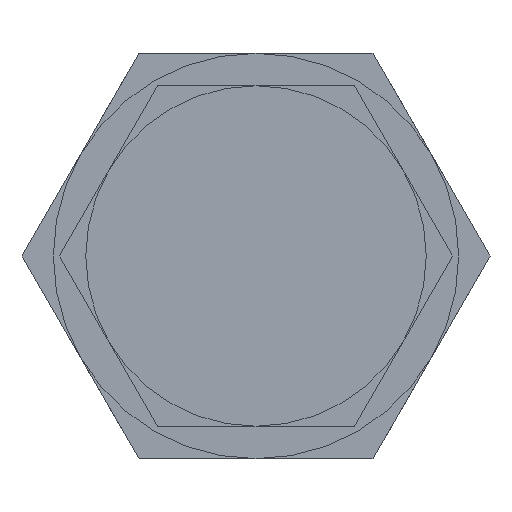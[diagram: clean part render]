
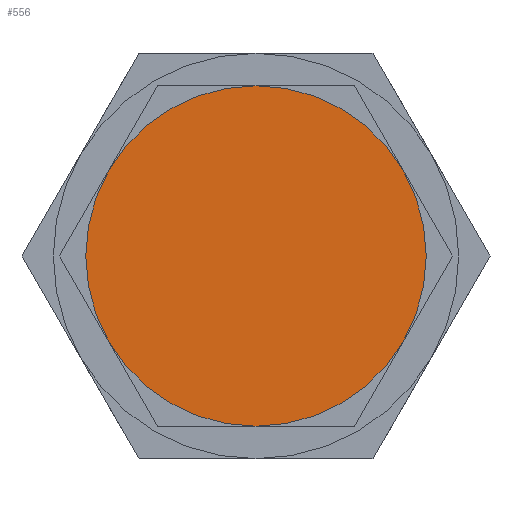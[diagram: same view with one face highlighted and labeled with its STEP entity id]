
A CAD part, front view. The second image highlights one B-rep face of the part: STEP entity #556.
In plain terms, the highlighted planar face has unit normal (0, -1, 0).
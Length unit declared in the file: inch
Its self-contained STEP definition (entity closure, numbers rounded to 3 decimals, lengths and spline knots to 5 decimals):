
#6 = AXIS2_PLACEMENT_3D ( 'NONE', #1472, #818, #2171 ) ;
#37 = ORIENTED_EDGE ( 'NONE', *, *, #1206, .F. ) ;
#126 = CARTESIAN_POINT ( 'NONE',  ( 0., 0., 0. ) ) ;
#231 = PLANE ( 'NONE',  #6 ) ;
#253 = CIRCLE ( 'NONE', #2104, 0.15748 ) ;
#451 = CARTESIAN_POINT ( 'NONE',  ( 0., 0., 0. ) ) ;
#485 = DIRECTION ( 'NONE',  ( 0., 0., -1. ) ) ;
#506 = CARTESIAN_POINT ( 'NONE',  ( 0., 0., 0.15748 ) ) ;
#540 = EDGE_LOOP ( 'NONE', ( #37, #2128 ) ) ;
#556 = ADVANCED_FACE ( 'N', ( #1960 ), #231, .F. ) ;
#579 = CIRCLE ( 'NONE', #707, 0.15748 ) ;
#645 = DIRECTION ( 'NONE',  ( 0., 1., 0. ) ) ;
#707 = AXIS2_PLACEMENT_3D ( 'NONE', #451, #1479, #972 ) ;
#818 = DIRECTION ( 'NONE',  ( 0., 1., 0. ) ) ;
#972 = DIRECTION ( 'NONE',  ( 0., 0., -1. ) ) ;
#1206 = EDGE_CURVE ( 'NONE', #1433, #1993, #253, .T. ) ;
#1433 = VERTEX_POINT ( 'NONE', #1885 ) ;
#1472 = CARTESIAN_POINT ( 'NONE',  ( 0., 0., 0. ) ) ;
#1479 = DIRECTION ( 'NONE',  ( 0., 1., 0. ) ) ;
#1804 = EDGE_CURVE ( 'NONE', #1993, #1433, #579, .T. ) ;
#1885 = CARTESIAN_POINT ( 'NONE',  ( 0., 0., -0.15748 ) ) ;
#1960 = FACE_OUTER_BOUND ( 'NONE', #540, .T. ) ;
#1993 = VERTEX_POINT ( 'NONE', #506 ) ;
#2104 = AXIS2_PLACEMENT_3D ( 'NONE', #126, #645, #485 ) ;
#2128 = ORIENTED_EDGE ( 'NONE', *, *, #1804, .F. ) ;
#2171 = DIRECTION ( 'NONE',  ( 0., 0., 1. ) ) ;
